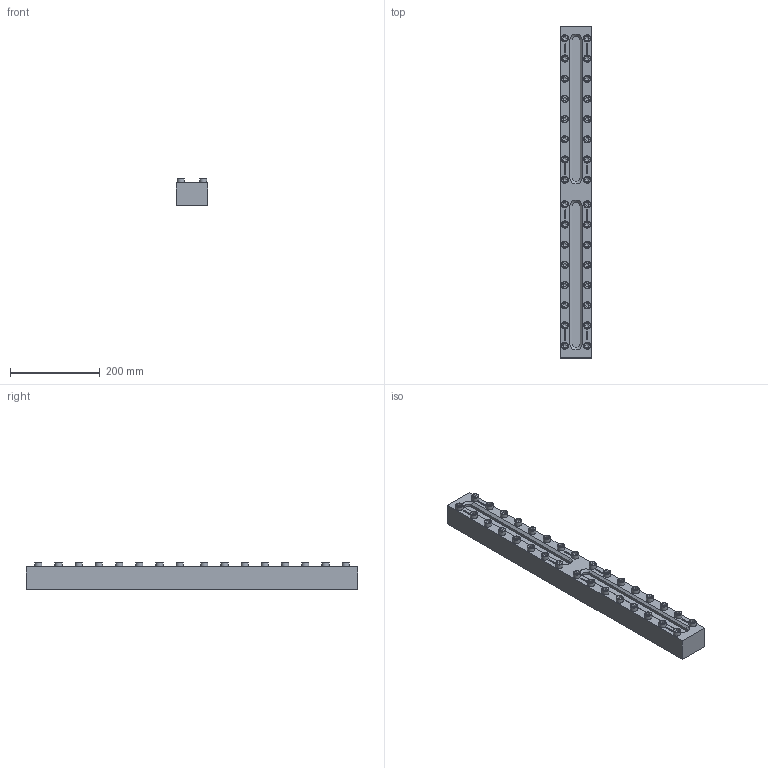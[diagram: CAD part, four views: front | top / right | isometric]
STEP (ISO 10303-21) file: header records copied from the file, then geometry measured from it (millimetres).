
FILE_DESCRIPTION(('HOOPS Exchange Step'),'2;1');
FILE_NAME('BS03_08.stp','2025-05-26T12:01:06+02:00',('nieru'),('Unknown organisation'),'HOOPS Exchange 2024.2','HOOPS Exchange','Unknown authorisation');
FILE_SCHEMA( ('AP203_CONFIGURATION_CONTROLLED_3D_DESIGN_OF_MECHANICAL_PARTS_AND_ASSEMBLIES_MIM_LF') );
Length unit declared in the file: millimetre
Products named in the file (1): root
Bounding box: 70 x 740 x 60.9 mm (x, y, z)
Volume: 2377802.6 mm3; surface area: 237353.4 mm2
Topology: 1 solids, 1 shells, 1346 faces, 3692 edges, 2480 vertices
Faces by surface type: plane 1174, bspline 64, cylinder 40, cone 36, torus 32
Full cylindrical faces by diameter (mm): 16 x32
Entity records: 81034 total; most frequent: CARTESIAN_POINT 47975, ORIENTED_EDGE 7320, DIRECTION 5678, EDGE_CURVE 3660, VECTOR 3008, LINE 3008, VERTEX_POINT 2480, EDGE_LOOP 1510
